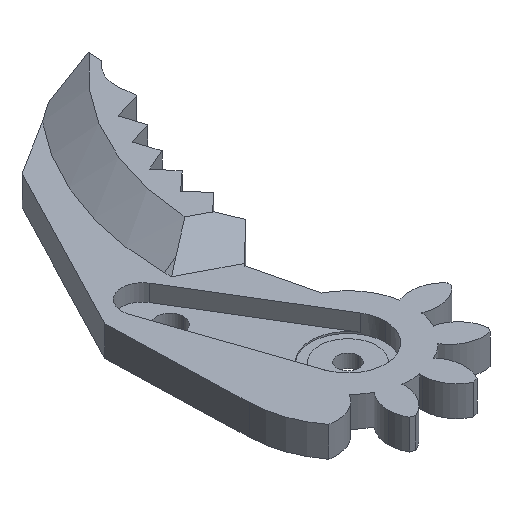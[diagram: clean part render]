
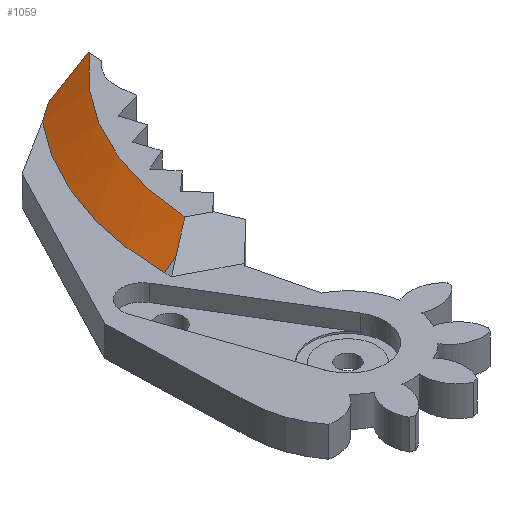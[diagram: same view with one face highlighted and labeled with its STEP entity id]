
A CAD part, isometric view. The second image highlights one B-rep face of the part: STEP entity #1059.
In plain terms, the highlighted conical face has half-angle 53 degrees and reference radius 31.692 mm.
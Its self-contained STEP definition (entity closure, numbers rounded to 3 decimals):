
#21 = DIRECTION ( 'NONE',  ( 1., 0., 0. ) ) ;
#88 = B_SPLINE_CURVE_WITH_KNOTS ( 'NONE', 3,
 ( #582, #505, #664, #646 ),
 .UNSPECIFIED., .F., .F.,
 ( 4, 4 ),
 ( 0., 0.006 ),
 .UNSPECIFIED. ) ;
#189 = CARTESIAN_POINT ( 'NONE',  ( 4.581, 41.093, 3.6 ) ) ;
#197 = EDGE_CURVE ( 'NONE', #399, #449, #1532, .T. ) ;
#209 = EDGE_CURVE ( 'NONE', #1883, #399, #1834, .T. ) ;
#247 = AXIS2_PLACEMENT_3D ( 'NONE', #487, #421, #443 ) ;
#319 = B_SPLINE_CURVE_WITH_KNOTS ( 'NONE', 3,
 ( #855, #1469, #871, #1310 ),
 .UNSPECIFIED., .F., .F.,
 ( 4, 4 ),
 ( 0., 0. ),
 .UNSPECIFIED. ) ;
#399 = VERTEX_POINT ( 'NONE', #2024 ) ;
#421 = DIRECTION ( 'NONE',  ( 0., 0., -1. ) ) ;
#443 = DIRECTION ( 'NONE',  ( -1., 0., 0. ) ) ;
#449 = VERTEX_POINT ( 'NONE', #189 ) ;
#487 = CARTESIAN_POINT ( 'NONE',  ( 31.955, 18.188, 6.614 ) ) ;
#505 = CARTESIAN_POINT ( 'NONE',  ( 8.121, 42.368, 4.929 ) ) ;
#554 = ORIENTED_EDGE ( 'NONE', *, *, #209, .F. ) ;
#561 = VECTOR ( 'NONE', #827, 1000. ) ;
#577 = VERTEX_POINT ( 'NONE', #1537 ) ;
#582 = CARTESIAN_POINT ( 'NONE',  ( 6.435, 42.249, 4.066 ) ) ;
#609 = EDGE_CURVE ( 'NONE', #449, #577, #1760, .T. ) ;
#646 = CARTESIAN_POINT ( 'NONE',  ( 11.558, 42.61, 6.519 ) ) ;
#664 = CARTESIAN_POINT ( 'NONE',  ( 9.826, 42.488, 5.753 ) ) ;
#702 = ORIENTED_EDGE ( 'NONE', *, *, #609, .F. ) ;
#741 = EDGE_CURVE ( 'NONE', #1621, #887, #1436, .T. ) ;
#747 = CONICAL_SURFACE ( 'NONE', #247, 31.692, 0.925 ) ;
#783 = EDGE_CURVE ( 'NONE', #875, #1621, #319, .T. ) ;
#784 = CARTESIAN_POINT ( 'NONE',  ( 31.955, 18.188, 3.6 ) ) ;
#795 = DIRECTION ( 'NONE',  ( 0., 0., -1. ) ) ;
#796 = DIRECTION ( 'NONE',  ( 1., 0., 0. ) ) ;
#802 = CARTESIAN_POINT ( 'NONE',  ( 0.263, 18.188, 6.614 ) ) ;
#817 = CARTESIAN_POINT ( 'NONE',  ( 0.283, 19.762, 6.6 ) ) ;
#827 = DIRECTION ( 'NONE',  ( -0.799, 0., -0.602 ) ) ;
#855 = CARTESIAN_POINT ( 'NONE',  ( 11.558, 42.61, 6.519 ) ) ;
#871 = CARTESIAN_POINT ( 'NONE',  ( 11.552, 42.511, 6.573 ) ) ;
#875 = VERTEX_POINT ( 'NONE', #969 ) ;
#887 = VERTEX_POINT ( 'NONE', #817 ) ;
#905 = EDGE_LOOP ( 'NONE', ( #554, #1425, #1802, #1787, #975, #702, #1785 ) ) ;
#969 = CARTESIAN_POINT ( 'NONE',  ( 11.558, 42.61, 6.519 ) ) ;
#975 = ORIENTED_EDGE ( 'NONE', *, *, #1063, .F. ) ;
#980 = DIRECTION ( 'NONE',  ( 0., 0., 1. ) ) ;
#1059 = ADVANCED_FACE ( 'NONE', ( #1776 ), #747, .T. ) ;
#1063 = EDGE_CURVE ( 'NONE', #577, #875, #88, .T. ) ;
#1138 = CARTESIAN_POINT ( 'NONE',  ( 31.955, 18.188, 6.6 ) ) ;
#1152 = B_SPLINE_CURVE_WITH_KNOTS ( 'NONE', 3,
 ( #1329, #1306, #1300, #1290 ),
 .UNSPECIFIED., .F., .F.,
 ( 4, 4 ),
 ( 0.002, 0.006 ),
 .UNSPECIFIED. ) ;
#1290 = CARTESIAN_POINT ( 'NONE',  ( 0.283, 19.762, 6.6 ) ) ;
#1300 = CARTESIAN_POINT ( 'NONE',  ( -0.613, 19.247, 5.945 ) ) ;
#1306 = CARTESIAN_POINT ( 'NONE',  ( -1.499, 18.722, 5.287 ) ) ;
#1310 = CARTESIAN_POINT ( 'NONE',  ( 11.548, 42.461, 6.6 ) ) ;
#1329 = CARTESIAN_POINT ( 'NONE',  ( -2.378, 18.188, 4.625 ) ) ;
#1425 = ORIENTED_EDGE ( 'NONE', *, *, #1919, .T. ) ;
#1436 = CIRCLE ( 'NONE', #1976, 31.711 ) ;
#1453 = AXIS2_PLACEMENT_3D ( 'NONE', #784, #795, #796 ) ;
#1469 = CARTESIAN_POINT ( 'NONE',  ( 11.555, 42.56, 6.546 ) ) ;
#1480 = CARTESIAN_POINT ( 'NONE',  ( -2.378, 18.188, 4.625 ) ) ;
#1532 = CIRCLE ( 'NONE', #1453, 35.692 ) ;
#1537 = CARTESIAN_POINT ( 'NONE',  ( 6.435, 42.249, 4.066 ) ) ;
#1604 = CARTESIAN_POINT ( 'NONE',  ( 5.196, 41.477, 3.77 ) ) ;
#1621 = VERTEX_POINT ( 'NONE', #1836 ) ;
#1719 = CARTESIAN_POINT ( 'NONE',  ( 6.435, 42.249, 4.066 ) ) ;
#1738 = CARTESIAN_POINT ( 'NONE',  ( 4.581, 41.093, 3.6 ) ) ;
#1760 = B_SPLINE_CURVE_WITH_KNOTS ( 'NONE', 3,
 ( #1738, #1604, #1811, #1719 ),
 .UNSPECIFIED., .F., .F.,
 ( 4, 4 ),
 ( 0., 0.002 ),
 .UNSPECIFIED. ) ;
#1776 = FACE_OUTER_BOUND ( 'NONE', #905, .T. ) ;
#1785 = ORIENTED_EDGE ( 'NONE', *, *, #197, .F. ) ;
#1787 = ORIENTED_EDGE ( 'NONE', *, *, #783, .F. ) ;
#1802 = ORIENTED_EDGE ( 'NONE', *, *, #741, .F. ) ;
#1811 = CARTESIAN_POINT ( 'NONE',  ( 5.814, 41.862, 3.926 ) ) ;
#1834 = LINE ( 'NONE', #802, #561 ) ;
#1836 = CARTESIAN_POINT ( 'NONE',  ( 11.548, 42.461, 6.6 ) ) ;
#1883 = VERTEX_POINT ( 'NONE', #1480 ) ;
#1919 = EDGE_CURVE ( 'NONE', #1883, #887, #1152, .T. ) ;
#1976 = AXIS2_PLACEMENT_3D ( 'NONE', #1138, #980, #21 ) ;
#2024 = CARTESIAN_POINT ( 'NONE',  ( -3.737, 18.188, 3.6 ) ) ;
